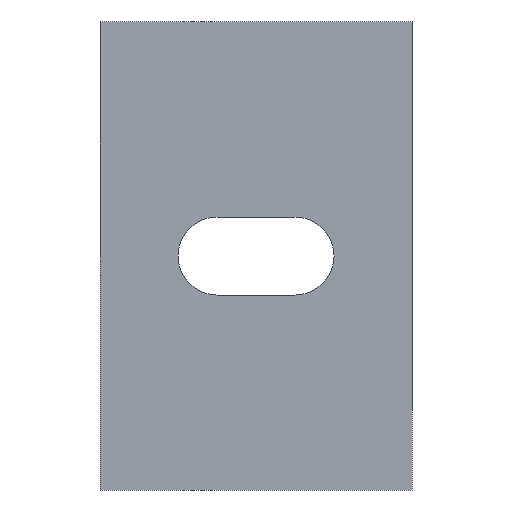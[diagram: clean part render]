
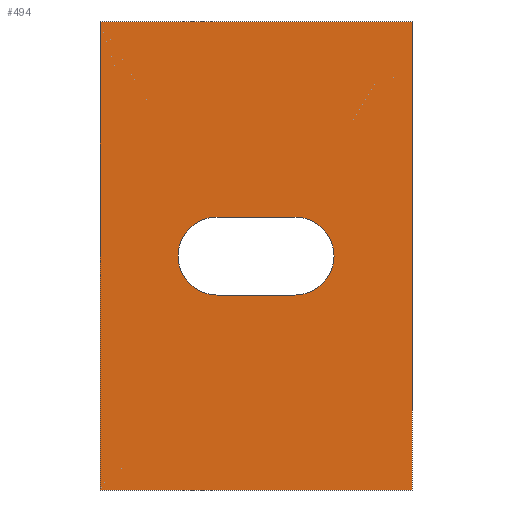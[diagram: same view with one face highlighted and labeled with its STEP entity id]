
A CAD part, front view. The second image highlights one B-rep face of the part: STEP entity #494.
In plain terms, the highlighted planar face has unit normal (0, -1, 0).
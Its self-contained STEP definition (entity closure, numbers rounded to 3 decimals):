
#3 = EDGE_CURVE ( 'NONE', #192, #214, #256, .T. ) ;
#6 = VECTOR ( 'NONE', #229, 1000. ) ;
#14 = VECTOR ( 'NONE', #153, 1000. ) ;
#40 = EDGE_LOOP ( 'NONE', ( #516, #405, #278, #254 ) ) ;
#47 = FACE_BOUND ( 'NONE', #40, .T. ) ;
#53 = CARTESIAN_POINT ( 'NONE',  ( 10., -26., 0. ) ) ;
#68 = EDGE_CURVE ( 'NONE', #521, #192, #223, .T. ) ;
#74 = VERTEX_POINT ( 'NONE', #149 ) ;
#90 = EDGE_CURVE ( 'NONE', #521, #421, #276, .T. ) ;
#100 = CARTESIAN_POINT ( 'NONE',  ( -10., -26., 0. ) ) ;
#112 = EDGE_CURVE ( 'NONE', #170, #335, #183, .T. ) ;
#113 = VECTOR ( 'NONE', #290, 1000. ) ;
#118 = VERTEX_POINT ( 'NONE', #312 ) ;
#131 = AXIS2_PLACEMENT_3D ( 'NONE', #245, #323, #159 ) ;
#135 = PLANE ( 'NONE',  #281 ) ;
#149 = CARTESIAN_POINT ( 'NONE',  ( -2.5, -26., -17.5 ) ) ;
#153 = DIRECTION ( 'NONE',  ( -1., 0., 0. ) ) ;
#159 = DIRECTION ( 'NONE',  ( 0., 0., 1. ) ) ;
#168 = EDGE_CURVE ( 'NONE', #421, #214, #351, .T. ) ;
#170 = VERTEX_POINT ( 'NONE', #506 ) ;
#181 = CARTESIAN_POINT ( 'NONE',  ( 10., -26., -30. ) ) ;
#183 = CIRCLE ( 'NONE', #474, 2.5 ) ;
#190 = CARTESIAN_POINT ( 'NONE',  ( 10., -26., 0. ) ) ;
#192 = VERTEX_POINT ( 'NONE', #228 ) ;
#193 = CARTESIAN_POINT ( 'NONE',  ( -2.5, -26., -17.5 ) ) ;
#201 = CARTESIAN_POINT ( 'NONE',  ( -2.5, -26., -12.5 ) ) ;
#213 = DIRECTION ( 'NONE',  ( 0., 1., 0. ) ) ;
#214 = VERTEX_POINT ( 'NONE', #467 ) ;
#218 = CIRCLE ( 'NONE', #131, 2.5 ) ;
#223 = LINE ( 'NONE', #265, #371 ) ;
#228 = CARTESIAN_POINT ( 'NONE',  ( 10., -26., -30. ) ) ;
#229 = DIRECTION ( 'NONE',  ( 0., 0., -1. ) ) ;
#232 = CARTESIAN_POINT ( 'NONE',  ( 2.5, -26., -17.5 ) ) ;
#239 = ORIENTED_EDGE ( 'NONE', *, *, #90, .T. ) ;
#245 = CARTESIAN_POINT ( 'NONE',  ( -2.5, -26., -15. ) ) ;
#254 = ORIENTED_EDGE ( 'NONE', *, *, #112, .T. ) ;
#255 = FACE_OUTER_BOUND ( 'NONE', #454, .T. ) ;
#256 = LINE ( 'NONE', #181, #463 ) ;
#257 = EDGE_CURVE ( 'NONE', #118, #170, #367, .T. ) ;
#265 = CARTESIAN_POINT ( 'NONE',  ( 10., -26., 0. ) ) ;
#266 = EDGE_CURVE ( 'NONE', #74, #118, #218, .T. ) ;
#271 = CARTESIAN_POINT ( 'NONE',  ( 2.5, -26., -15. ) ) ;
#276 = LINE ( 'NONE', #190, #330 ) ;
#278 = ORIENTED_EDGE ( 'NONE', *, *, #257, .T. ) ;
#281 = AXIS2_PLACEMENT_3D ( 'NONE', #53, #213, #378 ) ;
#290 = DIRECTION ( 'NONE',  ( 1., 0., 0. ) ) ;
#292 = EDGE_CURVE ( 'NONE', #335, #74, #317, .T. ) ;
#306 = DIRECTION ( 'NONE',  ( 0., 1., 0. ) ) ;
#310 = DIRECTION ( 'NONE',  ( 0., 0., -1. ) ) ;
#312 = CARTESIAN_POINT ( 'NONE',  ( -2.5, -26., -12.5 ) ) ;
#317 = LINE ( 'NONE', #193, #14 ) ;
#323 = DIRECTION ( 'NONE',  ( 0., 1., 0. ) ) ;
#330 = VECTOR ( 'NONE', #437, 1000. ) ;
#335 = VERTEX_POINT ( 'NONE', #232 ) ;
#348 = DIRECTION ( 'NONE',  ( -1., 0., 0. ) ) ;
#351 = LINE ( 'NONE', #100, #6 ) ;
#353 = DIRECTION ( 'NONE',  ( 0., 0., 1. ) ) ;
#367 = LINE ( 'NONE', #201, #113 ) ;
#369 = CARTESIAN_POINT ( 'NONE',  ( -10., -26., 0. ) ) ;
#371 = VECTOR ( 'NONE', #310, 1000. ) ;
#378 = DIRECTION ( 'NONE',  ( 0., 0., 1. ) ) ;
#391 = CARTESIAN_POINT ( 'NONE',  ( 10., -26., 0. ) ) ;
#405 = ORIENTED_EDGE ( 'NONE', *, *, #266, .T. ) ;
#421 = VERTEX_POINT ( 'NONE', #369 ) ;
#437 = DIRECTION ( 'NONE',  ( -1., 0., 0. ) ) ;
#439 = ORIENTED_EDGE ( 'NONE', *, *, #168, .T. ) ;
#445 = ORIENTED_EDGE ( 'NONE', *, *, #68, .F. ) ;
#454 = EDGE_LOOP ( 'NONE', ( #439, #459, #445, #239 ) ) ;
#459 = ORIENTED_EDGE ( 'NONE', *, *, #3, .F. ) ;
#463 = VECTOR ( 'NONE', #348, 1000. ) ;
#467 = CARTESIAN_POINT ( 'NONE',  ( -10., -26., -30. ) ) ;
#474 = AXIS2_PLACEMENT_3D ( 'NONE', #271, #306, #353 ) ;
#494 = ADVANCED_FACE ( 'NONE', ( #47, #255 ), #135, .F. ) ;
#506 = CARTESIAN_POINT ( 'NONE',  ( 2.5, -26., -12.5 ) ) ;
#516 = ORIENTED_EDGE ( 'NONE', *, *, #292, .T. ) ;
#521 = VERTEX_POINT ( 'NONE', #391 ) ;
